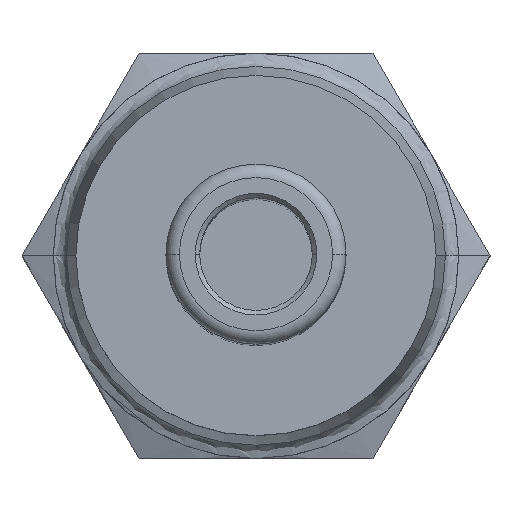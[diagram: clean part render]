
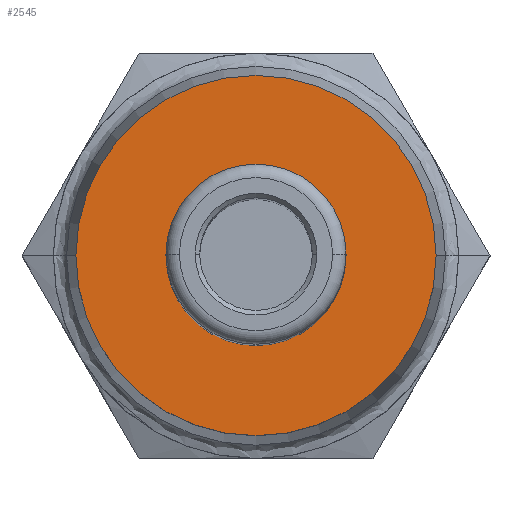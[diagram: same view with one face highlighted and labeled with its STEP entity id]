
A CAD part, top view. The second image highlights one B-rep face of the part: STEP entity #2545.
In plain terms, the highlighted planar face has unit normal (0, 0, 1).
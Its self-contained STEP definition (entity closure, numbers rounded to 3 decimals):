
#143=CARTESIAN_POINT('',(-4.0,0.0,-10.6));
#144=VERTEX_POINT('',#143);
#160=CARTESIAN_POINT('',(4.,0.,-10.6));
#161=VERTEX_POINT('',#160);
#168=CARTESIAN_POINT('',(0.,0.0,-10.6));
#169=DIRECTION('',(0.0,0.0,1.0));
#170=DIRECTION('',(-1.0,0.0,0.0));
#171=AXIS2_PLACEMENT_3D('',#168,#169,#170);
#172=CIRCLE('',#171,4.);
#173=EDGE_CURVE('',#144,#161,#172,.T.);
#183=CARTESIAN_POINT('',(-2.,0.0,-10.6));
#184=VERTEX_POINT('',#183);
#193=CARTESIAN_POINT('',(2.,0.,-10.6));
#194=VERTEX_POINT('',#193);
#195=CARTESIAN_POINT('',(0.,0.0,-10.6));
#196=DIRECTION('',(0.0,0.0,1.0));
#197=DIRECTION('',(-1.0,0.0,0.0));
#198=AXIS2_PLACEMENT_3D('',#195,#196,#197);
#199=CIRCLE('',#198,2.);
#200=EDGE_CURVE('',#184,#194,#199,.T.);
#2516=CARTESIAN_POINT('',(0.,0.0,-10.6));
#2517=DIRECTION('',(0.0,0.0,1.0));
#2518=DIRECTION('',(-1.0,0.0,0.0));
#2519=AXIS2_PLACEMENT_3D('',#2516,#2517,#2518);
#2520=CIRCLE('',#2519,2.);
#2521=EDGE_CURVE('',#194,#184,#2520,.T.);
#2526=CARTESIAN_POINT('',(-3.,0.0,-10.6));
#2527=DIRECTION('',(0.0,0.0,1.0));
#2528=DIRECTION('',(1.0,0.0,0.0));
#2529=AXIS2_PLACEMENT_3D('',#2526,#2527,#2528);
#2530=PLANE('',#2529);
#2531=ORIENTED_EDGE('',*,*,#173,.T.);
#2532=CARTESIAN_POINT('',(0.,0.0,-10.6));
#2533=DIRECTION('',(0.0,0.0,1.0));
#2534=DIRECTION('',(-1.0,0.0,0.0));
#2535=AXIS2_PLACEMENT_3D('',#2532,#2533,#2534);
#2536=CIRCLE('',#2535,4.);
#2537=EDGE_CURVE('',#161,#144,#2536,.T.);
#2538=ORIENTED_EDGE('',*,*,#2537,.T.);
#2539=EDGE_LOOP('',(#2531,#2538));
#2540=FACE_OUTER_BOUND('',#2539,.T.);
#2541=ORIENTED_EDGE('',*,*,#200,.F.);
#2542=ORIENTED_EDGE('',*,*,#2521,.F.);
#2543=EDGE_LOOP('',(#2541,#2542));
#2544=FACE_BOUND('',#2543,.T.);
#2545=ADVANCED_FACE('',(#2540,#2544),#2530,.T.);
